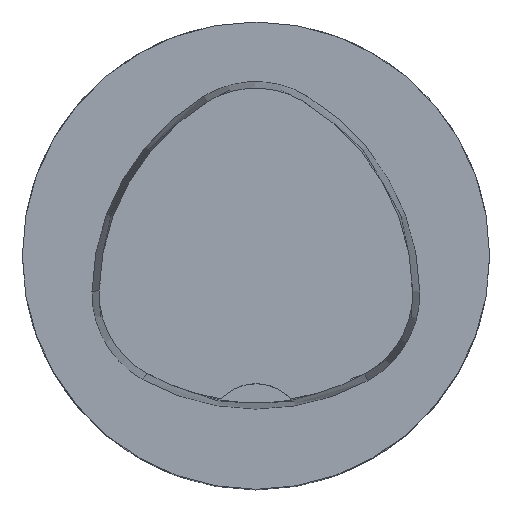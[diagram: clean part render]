
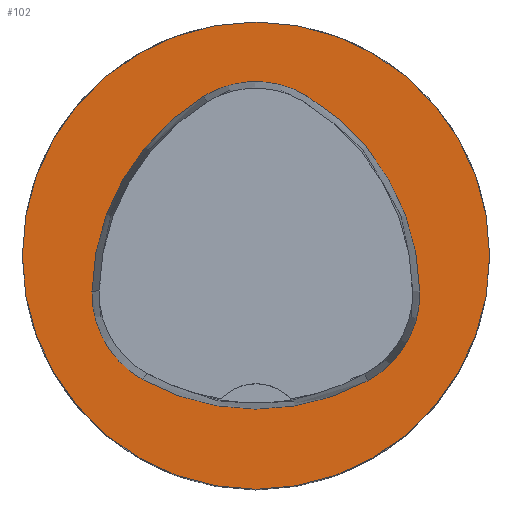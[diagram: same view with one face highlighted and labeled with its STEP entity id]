
A CAD part, top view. The second image highlights one B-rep face of the part: STEP entity #102.
In plain terms, the highlighted planar face has unit normal (0, 0, 1).
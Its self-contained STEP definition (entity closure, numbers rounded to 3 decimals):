
#49=FACE_BOUND('',#167,.T.);
#50=FACE_BOUND('',#168,.T.);
#78=PLANE('',#550);
#102=ADVANCED_FACE('',(#49,#50),#78,.T.);
#167=EDGE_LOOP('',(#290,#291,#292,#293,#294,#295));
#168=EDGE_LOOP('',(#296));
#290=ORIENTED_EDGE('',*,*,#438,.T.);
#291=ORIENTED_EDGE('',*,*,#418,.T.);
#292=ORIENTED_EDGE('',*,*,#422,.T.);
#293=ORIENTED_EDGE('',*,*,#425,.T.);
#294=ORIENTED_EDGE('',*,*,#428,.T.);
#295=ORIENTED_EDGE('',*,*,#436,.T.);
#296=ORIENTED_EDGE('',*,*,#441,.F.);
#374=VERTEX_POINT('',#769);
#375=VERTEX_POINT('',#770);
#378=VERTEX_POINT('',#778);
#380=VERTEX_POINT('',#784);
#382=VERTEX_POINT('',#790);
#389=VERTEX_POINT('',#811);
#390=VERTEX_POINT('',#821);
#418=EDGE_CURVE('',#374,#375,#478,.T.);
#422=EDGE_CURVE('',#375,#378,#480,.T.);
#425=EDGE_CURVE('',#378,#380,#482,.T.);
#428=EDGE_CURVE('',#380,#382,#484,.T.);
#436=EDGE_CURVE('',#382,#389,#488,.T.);
#438=EDGE_CURVE('',#389,#374,#490,.T.);
#441=EDGE_CURVE('',#390,#390,#493,.T.);
#478=CIRCLE('',#527,20.);
#480=CIRCLE('',#530,8.5);
#482=CIRCLE('',#533,20.);
#484=CIRCLE('',#536,8.5);
#488=CIRCLE('',#541,20.);
#490=CIRCLE('',#544,8.5);
#493=CIRCLE('',#549,20.);
#527=AXIS2_PLACEMENT_3D('',#768,#604,#605);
#530=AXIS2_PLACEMENT_3D('',#777,#612,#613);
#533=AXIS2_PLACEMENT_3D('',#783,#619,#620);
#536=AXIS2_PLACEMENT_3D('',#789,#626,#627);
#541=AXIS2_PLACEMENT_3D('',#812,#638,#639);
#544=AXIS2_PLACEMENT_3D('',#815,#644,#645);
#549=AXIS2_PLACEMENT_3D('',#820,#654,#655);
#550=AXIS2_PLACEMENT_3D('',#822,#656,#657);
#604=DIRECTION('',(0.,0.,-1.));
#605=DIRECTION('',(-1.,0.,0.));
#612=DIRECTION('',(0.,0.,-1.));
#613=DIRECTION('',(-1.,0.,0.));
#619=DIRECTION('',(0.,0.,-1.));
#620=DIRECTION('',(-1.,0.,0.));
#626=DIRECTION('',(0.,0.,-1.));
#627=DIRECTION('',(-1.,0.,0.));
#638=DIRECTION('',(0.,0.,-1.));
#639=DIRECTION('',(-1.,0.,0.));
#644=DIRECTION('',(0.,0.,-1.));
#645=DIRECTION('',(-1.,0.,0.));
#654=DIRECTION('',(0.,0.,-1.));
#655=DIRECTION('',(-1.,0.,0.));
#656=DIRECTION('',(0.,0.,1.));
#657=DIRECTION('',(1.,0.,0.));
#768=CARTESIAN_POINT('',(5.955,-3.414,0.));
#769=CARTESIAN_POINT('',(-14.041,-3.042,0.));
#770=CARTESIAN_POINT('',(-4.472,13.653,0.));
#777=CARTESIAN_POINT('',(-0.04,6.4,0.));
#778=CARTESIAN_POINT('',(4.347,13.68,0.));
#783=CARTESIAN_POINT('',(-5.976,-3.45,0.));
#784=CARTESIAN_POINT('',(14.021,-3.075,0.));
#789=CARTESIAN_POINT('',(5.522,-3.235,0.));
#790=CARTESIAN_POINT('',(9.588,-10.699,0.));
#811=CARTESIAN_POINT('',(-9.655,-10.639,0.));
#812=CARTESIAN_POINT('',(0.022,6.864,0.));
#815=CARTESIAN_POINT('',(-5.543,-3.2,0.));
#820=CARTESIAN_POINT('',(0.,0.,0.));
#821=CARTESIAN_POINT('',(-20.,0.,0.));
#822=CARTESIAN_POINT('',(0.,0.,0.));
